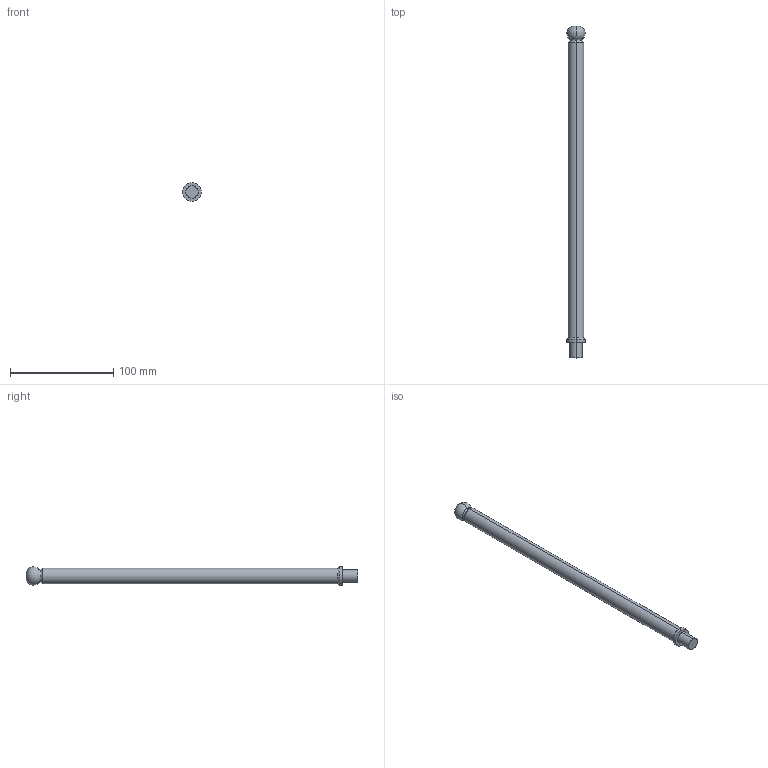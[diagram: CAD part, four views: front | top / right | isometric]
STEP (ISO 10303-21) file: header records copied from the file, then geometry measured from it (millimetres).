
FILE_DESCRIPTION (( 'STEP AP214' ), '1' );
FILE_NAME ('rod.STEP', '2024-01-25T15:23:19', ( '' ), ( '' ), 'SwSTEP 2.0', 'SolidWorks 2023', '' );
FILE_SCHEMA (( 'AUTOMOTIVE_DESIGN' ));
Length unit declared in the file: millimetre
Products named in the file (1): rod
Bounding box: 18 x 320.98 x 18 mm (x, y, z)
Volume: 55940.4 mm3; surface area: 15507.6 mm2
Topology: 1 solids, 1 shells, 16 faces, 32 edges, 17 vertices
Faces by surface type: torus 8, cylinder 6, plane 2
Entity records: 429 total; most frequent: DIRECTION 88, CARTESIAN_POINT 64, ORIENTED_EDGE 60, AXIS2_PLACEMENT_3D 41, EDGE_CURVE 30, CIRCLE 24, VERTEX_POINT 17, EDGE_LOOP 17
